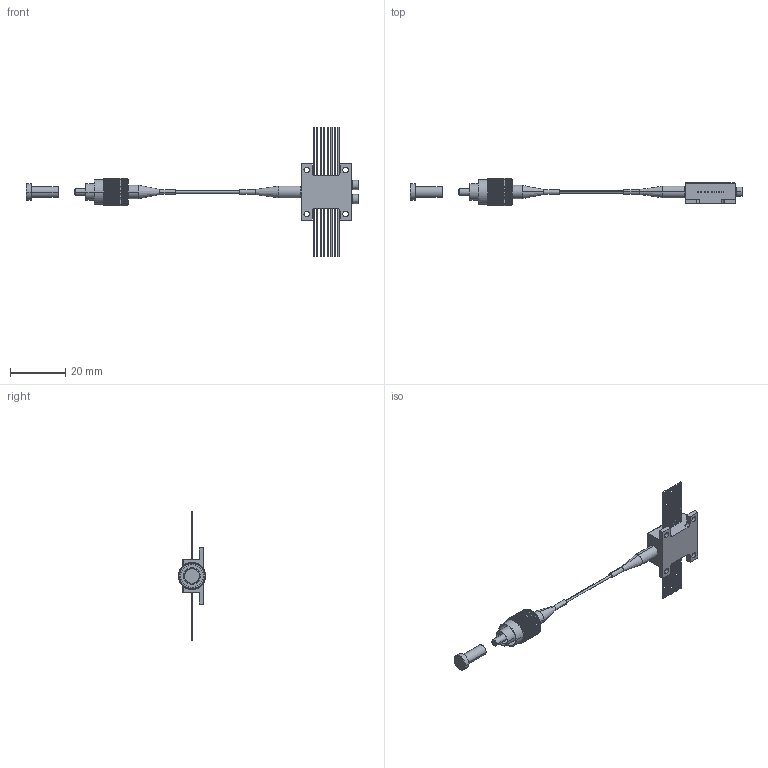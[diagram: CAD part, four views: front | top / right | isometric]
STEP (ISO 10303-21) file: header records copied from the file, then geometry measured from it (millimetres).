
FILE_DESCRIPTION (( 'STEP AP214' ), '1' );
FILE_NAME ('RX Module- yellow.STEP', '2018-05-29T16:54:25', ( 'admin' ), ( '' ), 'SwSTEP 2.0', 'SolidWorks 2016', '' );
FILE_SCHEMA (( 'AUTOMOTIVE_DESIGN' ));
Length unit declared in the file: millimetre
Products named in the file (1): RX Module- yellow
Bounding box: 120.04 x 9.99 x 47 mm (x, y, z)
Volume: 1789 mm3; surface area: 5116.9 mm2
Topology: 12 solids, 12 shells, 587 faces, 1487 edges, 984 vertices
Faces by surface type: plane 362, cylinder 177, cone 38, bspline 10
Entity records: 18292 total; most frequent: CARTESIAN_POINT 3974, ORIENTED_EDGE 2974, DIRECTION 2818, EDGE_CURVE 1487, AXIS2_PLACEMENT_3D 1008, VERTEX_POINT 984, LINE 802, VECTOR 802
